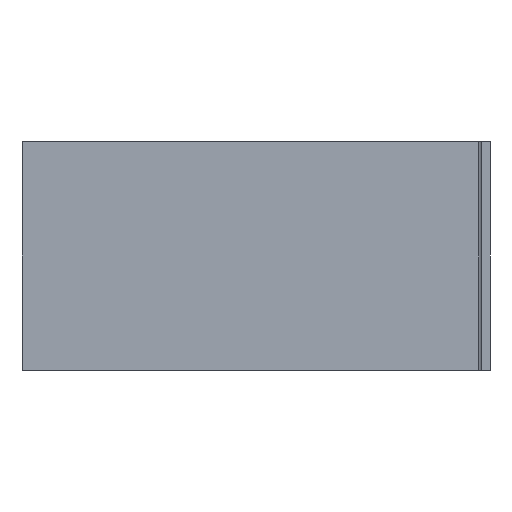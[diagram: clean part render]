
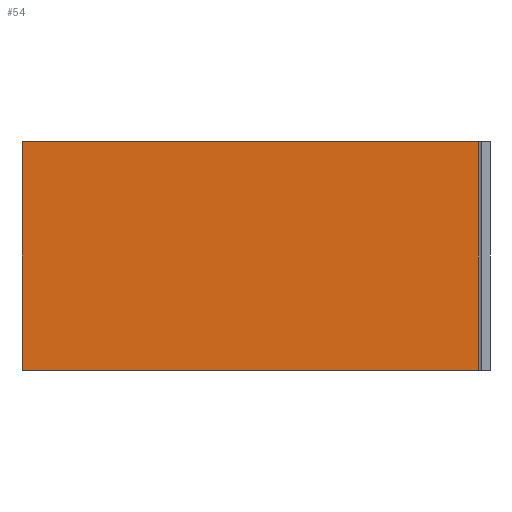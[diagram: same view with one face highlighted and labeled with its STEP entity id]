
A CAD part, front view. The second image highlights one B-rep face of the part: STEP entity #54.
In plain terms, the highlighted planar face has unit normal (0, -1, 0).
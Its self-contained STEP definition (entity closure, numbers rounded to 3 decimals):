
#12 = VERTEX_POINT ( 'NONE', #154 ) ;
#21 = ORIENTED_EDGE ( 'NONE', *, *, #53, .F. ) ;
#23 = CARTESIAN_POINT ( 'NONE',  ( -46.3, -1.6, 22.65 ) ) ;
#35 = FACE_OUTER_BOUND ( 'NONE', #387, .T. ) ;
#36 = CARTESIAN_POINT ( 'NONE',  ( 0., -1.6, 0. ) ) ;
#49 = CARTESIAN_POINT ( 'NONE',  ( -46.3, -1.6, -22.65 ) ) ;
#50 = VECTOR ( 'NONE', #238, 1000. ) ;
#53 = EDGE_CURVE ( 'NONE', #248, #209, #157, .T. ) ;
#54 = ADVANCED_FACE ( 'NONE', ( #35 ), #272, .F. ) ;
#59 = CARTESIAN_POINT ( 'NONE',  ( 43.963, -1.6, -22.65 ) ) ;
#80 = VECTOR ( 'NONE', #223, 1000. ) ;
#88 = EDGE_CURVE ( 'NONE', #228, #248, #220, .T. ) ;
#104 = ORIENTED_EDGE ( 'NONE', *, *, #266, .F. ) ;
#105 = DIRECTION ( 'NONE',  ( 0., 0., 1. ) ) ;
#126 = VECTOR ( 'NONE', #105, 1000. ) ;
#154 = CARTESIAN_POINT ( 'NONE',  ( -46.3, -1.6, 22.65 ) ) ;
#157 = LINE ( 'NONE', #369, #383 ) ;
#158 = ORIENTED_EDGE ( 'NONE', *, *, #193, .F. ) ;
#193 = EDGE_CURVE ( 'NONE', #209, #12, #260, .T. ) ;
#204 = CARTESIAN_POINT ( 'NONE',  ( -46.3, -1.6, -22.65 ) ) ;
#209 = VERTEX_POINT ( 'NONE', #49 ) ;
#220 = LINE ( 'NONE', #284, #80 ) ;
#223 = DIRECTION ( 'NONE',  ( 0., 0., -1. ) ) ;
#228 = VERTEX_POINT ( 'NONE', #326 ) ;
#238 = DIRECTION ( 'NONE',  ( 1., 0., 0. ) ) ;
#248 = VERTEX_POINT ( 'NONE', #59 ) ;
#260 = LINE ( 'NONE', #204, #126 ) ;
#261 = ORIENTED_EDGE ( 'NONE', *, *, #88, .F. ) ;
#266 = EDGE_CURVE ( 'NONE', #12, #228, #329, .T. ) ;
#271 = DIRECTION ( 'NONE',  ( -1., 0., 0. ) ) ;
#272 = PLANE ( 'NONE',  #313 ) ;
#278 = DIRECTION ( 'NONE',  ( 0., 0., 1. ) ) ;
#284 = CARTESIAN_POINT ( 'NONE',  ( 43.963, -1.6, 22.65 ) ) ;
#313 = AXIS2_PLACEMENT_3D ( 'NONE', #36, #333, #278 ) ;
#326 = CARTESIAN_POINT ( 'NONE',  ( 43.963, -1.6, 22.65 ) ) ;
#329 = LINE ( 'NONE', #23, #50 ) ;
#333 = DIRECTION ( 'NONE',  ( 0., 1., 0. ) ) ;
#369 = CARTESIAN_POINT ( 'NONE',  ( -46.3, -1.6, -22.65 ) ) ;
#383 = VECTOR ( 'NONE', #271, 1000. ) ;
#387 = EDGE_LOOP ( 'NONE', ( #261, #104, #158, #21 ) ) ;
